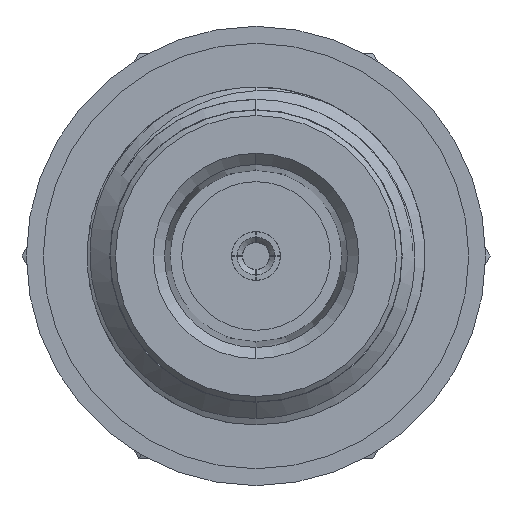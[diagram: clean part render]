
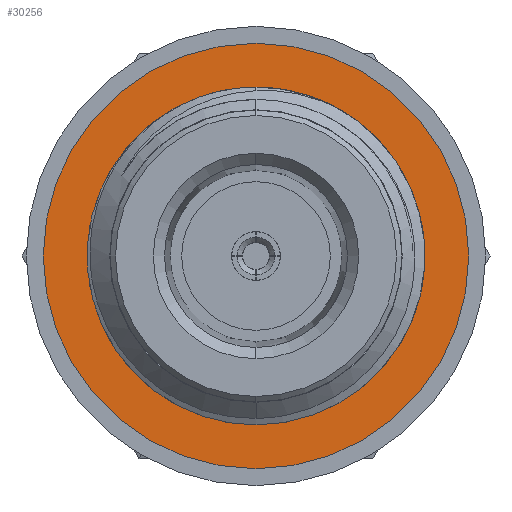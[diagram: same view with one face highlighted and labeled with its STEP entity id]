
A CAD part, left-side view. The second image highlights one B-rep face of the part: STEP entity #30256.
In plain terms, the highlighted planar face has unit normal (-1, 0, 0).
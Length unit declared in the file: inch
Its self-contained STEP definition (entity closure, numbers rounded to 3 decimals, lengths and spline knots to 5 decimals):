
#746 = CARTESIAN_POINT ( 'NONE',  ( 0.59055, 0., 0. ) ) ;
#952 = CIRCLE ( 'NONE', #5671, 0.3937 ) ;
#2225 = EDGE_CURVE ( 'NONE', #11024, #6725, #26967, .T. ) ;
#2312 = CARTESIAN_POINT ( 'NONE',  ( 0.59055, -0.3937, 0. ) ) ;
#4028 = ORIENTED_EDGE ( 'NONE', *, *, #2225, .F. ) ;
#4287 = EDGE_LOOP ( 'NONE', ( #13141, #11720 ) ) ;
#5671 = AXIS2_PLACEMENT_3D ( 'NONE', #22529, #19075, #48444 ) ;
#5955 = AXIS2_PLACEMENT_3D ( 'NONE', #746, #27401, #19755 ) ;
#6725 = VERTEX_POINT ( 'NONE', #22370 ) ;
#8319 = CIRCLE ( 'NONE', #5955, 0.3937 ) ;
#8644 = FACE_BOUND ( 'NONE', #45527, .T. ) ;
#9481 = VERTEX_POINT ( 'NONE', #2312 ) ;
#9847 = EDGE_CURVE ( 'NONE', #9481, #20373, #952, .T. ) ;
#10415 = CARTESIAN_POINT ( 'NONE',  ( 0.59055, 0., 0. ) ) ;
#11024 = VERTEX_POINT ( 'NONE', #41481 ) ;
#11720 = ORIENTED_EDGE ( 'NONE', *, *, #9847, .F. ) ;
#12889 = EDGE_CURVE ( 'NONE', #6725, #11024, #24630, .T. ) ;
#13141 = ORIENTED_EDGE ( 'NONE', *, *, #38808, .F. ) ;
#16054 = PLANE ( 'NONE',  #43169 ) ;
#19075 = DIRECTION ( 'NONE',  ( 1., 0., 0. ) ) ;
#19755 = DIRECTION ( 'NONE',  ( 0., 1., 0. ) ) ;
#20373 = VERTEX_POINT ( 'NONE', #42192 ) ;
#21526 = DIRECTION ( 'NONE',  ( -1., 0., 0. ) ) ;
#22370 = CARTESIAN_POINT ( 'NONE',  ( 0.59055, 0., 0.3125 ) ) ;
#22529 = CARTESIAN_POINT ( 'NONE',  ( 0.59055, 0., 0. ) ) ;
#24630 = CIRCLE ( 'NONE', #45925, 0.3125 ) ;
#26967 = CIRCLE ( 'NONE', #46697, 0.3125 ) ;
#27401 = DIRECTION ( 'NONE',  ( 1., 0., 0. ) ) ;
#28376 = DIRECTION ( 'NONE',  ( -1., 0., 0. ) ) ;
#30256 = ADVANCED_FACE ( 'NONE', ( #8644, #31839 ), #16054, .T. ) ;
#31839 = FACE_OUTER_BOUND ( 'NONE', #4287, .T. ) ;
#35053 = CARTESIAN_POINT ( 'NONE',  ( 0.59055, 0., 0. ) ) ;
#37984 = DIRECTION ( 'NONE',  ( 0., -1., 0. ) ) ;
#38764 = DIRECTION ( 'NONE',  ( 0., 0., 1. ) ) ;
#38808 = EDGE_CURVE ( 'NONE', #20373, #9481, #8319, .T. ) ;
#39404 = CARTESIAN_POINT ( 'NONE',  ( 0.59055, 0., 0. ) ) ;
#39644 = DIRECTION ( 'NONE',  ( 0., -1., 0. ) ) ;
#41481 = CARTESIAN_POINT ( 'NONE',  ( 0.59055, 0., -0.3125 ) ) ;
#42192 = CARTESIAN_POINT ( 'NONE',  ( 0.59055, 0.3937, 0. ) ) ;
#42864 = DIRECTION ( 'NONE',  ( -1., 0., 0. ) ) ;
#43169 = AXIS2_PLACEMENT_3D ( 'NONE', #35053, #28376, #38764 ) ;
#45527 = EDGE_LOOP ( 'NONE', ( #47003, #4028 ) ) ;
#45925 = AXIS2_PLACEMENT_3D ( 'NONE', #10415, #21526, #37984 ) ;
#46697 = AXIS2_PLACEMENT_3D ( 'NONE', #39404, #42864, #39644 ) ;
#47003 = ORIENTED_EDGE ( 'NONE', *, *, #12889, .F. ) ;
#48444 = DIRECTION ( 'NONE',  ( 0., 1., 0. ) ) ;
